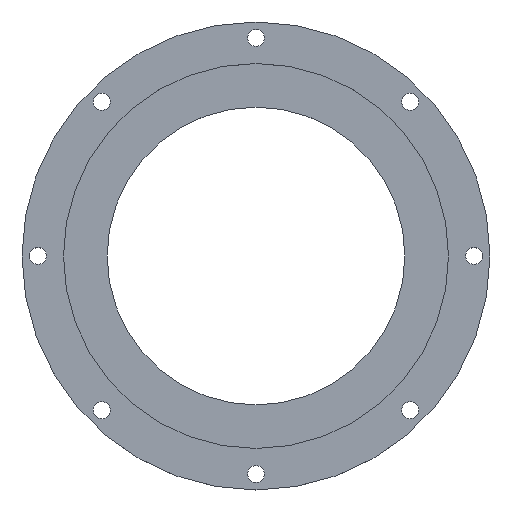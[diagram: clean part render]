
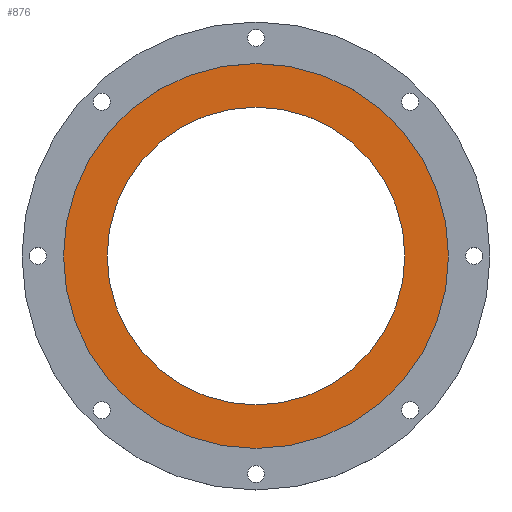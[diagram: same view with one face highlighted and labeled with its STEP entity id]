
A CAD part, top view. The second image highlights one B-rep face of the part: STEP entity #876.
In plain terms, the highlighted planar face has unit normal (0, 0, 1).
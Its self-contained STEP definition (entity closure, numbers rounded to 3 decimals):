
#12 = DIRECTION ( 'NONE',  ( -1., 0., 0. ) ) ;
#107 = CIRCLE ( 'NONE', #546, 90.5 ) ;
#140 = ORIENTED_EDGE ( 'NONE', *, *, #736, .T. ) ;
#180 = FACE_OUTER_BOUND ( 'NONE', #898, .T. ) ;
#207 = CARTESIAN_POINT ( 'NONE',  ( 0., 0., 0. ) ) ;
#215 = CARTESIAN_POINT ( 'NONE',  ( 70., 0., 0. ) ) ;
#249 = DIRECTION ( 'NONE',  ( 0., 0., 1. ) ) ;
#250 = FACE_BOUND ( 'NONE', #845, .T. ) ;
#251 = CARTESIAN_POINT ( 'NONE',  ( 90.5, 0., 0. ) ) ;
#262 = DIRECTION ( 'NONE',  ( 0., 0., -1. ) ) ;
#303 = VERTEX_POINT ( 'NONE', #523 ) ;
#370 = DIRECTION ( 'NONE',  ( 0., 0., -1. ) ) ;
#390 = VERTEX_POINT ( 'NONE', #251 ) ;
#406 = DIRECTION ( 'NONE',  ( 0., 0., -1. ) ) ;
#412 = CARTESIAN_POINT ( 'NONE',  ( 0., 0., 0. ) ) ;
#423 = AXIS2_PLACEMENT_3D ( 'NONE', #207, #262, #860 ) ;
#450 = AXIS2_PLACEMENT_3D ( 'NONE', #922, #406, #12 ) ;
#497 = AXIS2_PLACEMENT_3D ( 'NONE', #752, #249, #847 ) ;
#512 = AXIS2_PLACEMENT_3D ( 'NONE', #900, #370, #958 ) ;
#519 = CIRCLE ( 'NONE', #497, 90.5 ) ;
#523 = CARTESIAN_POINT ( 'NONE',  ( -70., 0., 0. ) ) ;
#546 = AXIS2_PLACEMENT_3D ( 'NONE', #412, #918, #597 ) ;
#583 = PLANE ( 'NONE',  #423 ) ;
#597 = DIRECTION ( 'NONE',  ( 1., 0., 0. ) ) ;
#614 = CIRCLE ( 'NONE', #450, 70. ) ;
#625 = EDGE_CURVE ( 'NONE', #390, #837, #107, .T. ) ;
#736 = EDGE_CURVE ( 'NONE', #945, #303, #926, .T. ) ;
#752 = CARTESIAN_POINT ( 'NONE',  ( 0., 0., 0. ) ) ;
#766 = EDGE_CURVE ( 'NONE', #837, #390, #519, .T. ) ;
#794 = CARTESIAN_POINT ( 'NONE',  ( -90.5, 0., 0. ) ) ;
#809 = EDGE_CURVE ( 'NONE', #303, #945, #614, .T. ) ;
#837 = VERTEX_POINT ( 'NONE', #794 ) ;
#845 = EDGE_LOOP ( 'NONE', ( #140, #902 ) ) ;
#847 = DIRECTION ( 'NONE',  ( 1., 0., 0. ) ) ;
#860 = DIRECTION ( 'NONE',  ( -1., 0., 0. ) ) ;
#869 = ORIENTED_EDGE ( 'NONE', *, *, #766, .T. ) ;
#870 = ORIENTED_EDGE ( 'NONE', *, *, #625, .T. ) ;
#876 = ADVANCED_FACE ( 'NONE', ( #180, #250 ), #583, .F. ) ;
#898 = EDGE_LOOP ( 'NONE', ( #869, #870 ) ) ;
#900 = CARTESIAN_POINT ( 'NONE',  ( 0., 0., 0. ) ) ;
#902 = ORIENTED_EDGE ( 'NONE', *, *, #809, .T. ) ;
#918 = DIRECTION ( 'NONE',  ( 0., 0., 1. ) ) ;
#922 = CARTESIAN_POINT ( 'NONE',  ( 0., 0., 0. ) ) ;
#926 = CIRCLE ( 'NONE', #512, 70. ) ;
#945 = VERTEX_POINT ( 'NONE', #215 ) ;
#958 = DIRECTION ( 'NONE',  ( -1., 0., 0. ) ) ;
